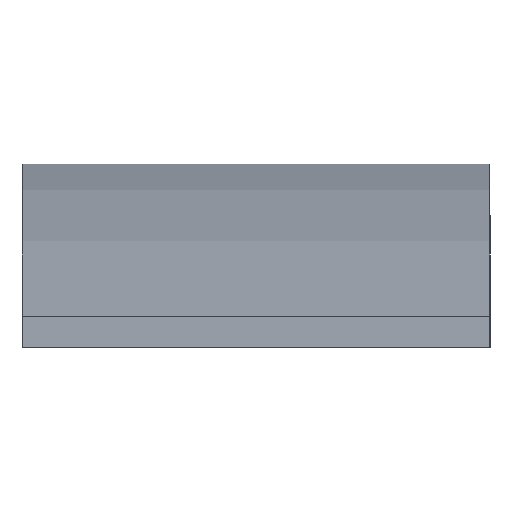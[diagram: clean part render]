
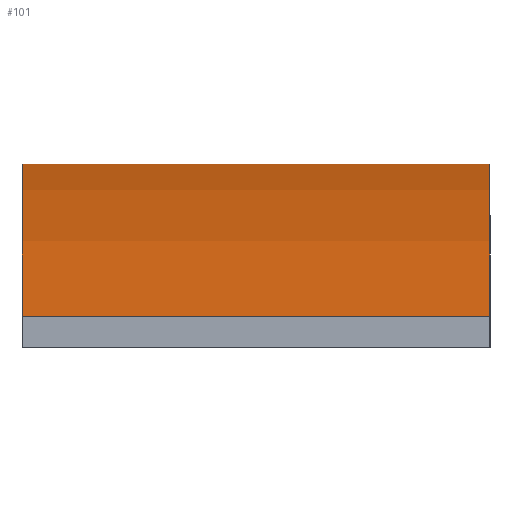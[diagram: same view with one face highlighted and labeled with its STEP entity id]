
A CAD part, left-side view. The second image highlights one B-rep face of the part: STEP entity #101.
In plain terms, the highlighted cylindrical face has radius 75.4 mm (diameter 150.8 mm), a partial arc.
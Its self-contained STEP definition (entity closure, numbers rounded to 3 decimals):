
#15=CIRCLE('',#122,75.4);
#16=CIRCLE('',#123,75.4);
#17=CYLINDRICAL_SURFACE('',#121,75.4);
#20=FACE_OUTER_BOUND('',#26,.T.);
#26=EDGE_LOOP('',(#78,#79,#80,#81));
#36=LINE('',#170,#46);
#37=LINE('',#176,#47);
#46=VECTOR('',#139,10.);
#47=VECTOR('',#146,10.);
#54=VERTEX_POINT('',#166);
#55=VERTEX_POINT('',#168);
#56=VERTEX_POINT('',#172);
#57=VERTEX_POINT('',#174);
#64=EDGE_CURVE('',#54,#55,#36,.T.);
#65=EDGE_CURVE('',#56,#54,#15,.T.);
#66=EDGE_CURVE('',#57,#55,#16,.T.);
#67=EDGE_CURVE('',#56,#57,#37,.T.);
#78=ORIENTED_EDGE('',*,*,#65,.T.);
#79=ORIENTED_EDGE('',*,*,#64,.T.);
#80=ORIENTED_EDGE('',*,*,#66,.F.);
#81=ORIENTED_EDGE('',*,*,#67,.F.);
#101=ADVANCED_FACE('',(#20),#17,.T.);
#121=AXIS2_PLACEMENT_3D('',#171,#140,#141);
#122=AXIS2_PLACEMENT_3D('',#173,#142,#143);
#123=AXIS2_PLACEMENT_3D('',#175,#144,#145);
#139=DIRECTION('',(0.,1.,0.));
#140=DIRECTION('center_axis',(0.,1.,0.));
#141=DIRECTION('ref_axis',(-0.358,0.,0.934));
#142=DIRECTION('center_axis',(0.,1.,0.));
#143=DIRECTION('ref_axis',(-0.358,0.,0.934));
#144=DIRECTION('center_axis',(0.,1.,0.));
#145=DIRECTION('ref_axis',(-0.358,0.,0.934));
#146=DIRECTION('',(0.,1.,0.));
#166=CARTESIAN_POINT('',(54.,0.,1.));
#168=CARTESIAN_POINT('',(54.,15.,1.));
#170=CARTESIAN_POINT('',(54.,0.,1.));
#171=CARTESIAN_POINT('Origin',(27.,0.,-69.4));
#172=CARTESIAN_POINT('',(0.,0.,1.));
#173=CARTESIAN_POINT('Origin',(27.,0.,-69.4));
#174=CARTESIAN_POINT('',(0.,15.,1.));
#175=CARTESIAN_POINT('Origin',(27.,15.,-69.4));
#176=CARTESIAN_POINT('',(0.,0.,1.));
